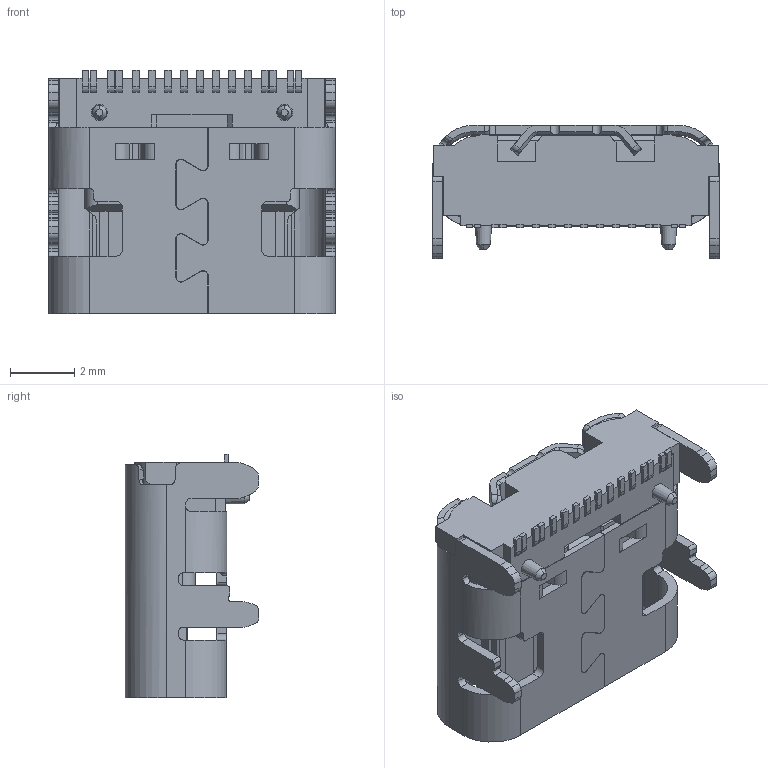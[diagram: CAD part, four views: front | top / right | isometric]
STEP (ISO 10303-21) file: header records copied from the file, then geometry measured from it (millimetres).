
FILE_DESCRIPTION (( 'STEP AP214' ), '1' );
FILE_NAME ('TYPE-C-16PIN-SMD.STEP', '2025-06-26T03:36:48', ( '' ), ( '' ), 'SwSTEP 2.0', 'SolidWorks 2025', '' );
FILE_SCHEMA (( 'AUTOMOTIVE_DESIGN' ));
Length unit declared in the file: millimetre
Products named in the file (1): TYPE-C-16PIN-SMD
Bounding box: 8.94 x 4.16 x 7.6 mm (x, y, z)
Volume: 113.9 mm3; surface area: 474.3 mm2
Topology: 1 solids, 1 shells, 756 faces, 2236 edges, 1446 vertices
Faces by surface type: plane 528, cylinder 196, cone 26, bspline 6
Entity records: 31654 total; most frequent: CARTESIAN_POINT 5282, ORIENTED_EDGE 4464, DIRECTION 3990, EDGE_CURVE 2232, VECTOR 1680, LINE 1680, VERTEX_POINT 1444, AXIS2_PLACEMENT_3D 1155
